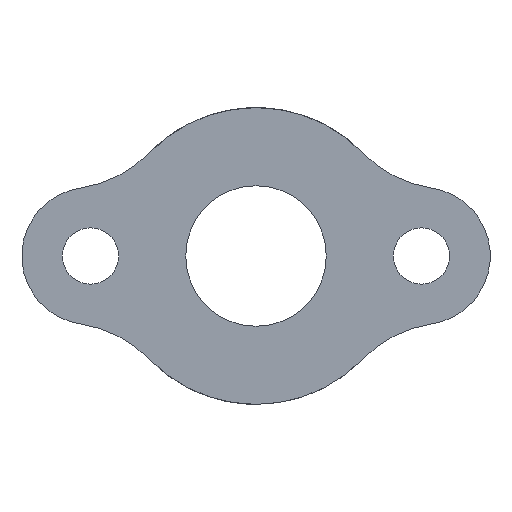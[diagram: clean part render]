
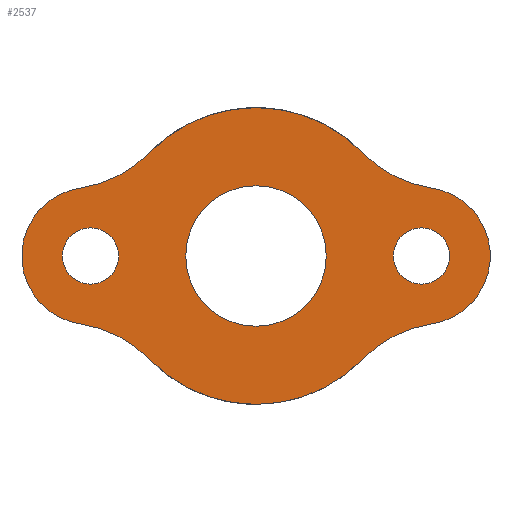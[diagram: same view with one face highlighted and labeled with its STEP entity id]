
A CAD part, front view. The second image highlights one B-rep face of the part: STEP entity #2537.
In plain terms, the highlighted planar face has unit normal (0, -1, 0).
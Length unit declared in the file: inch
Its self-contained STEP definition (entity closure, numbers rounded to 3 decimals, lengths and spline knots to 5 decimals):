
#109 = DIRECTION ( 'NONE',  ( 0., 0., 1. ) ) ;
#231 = EDGE_CURVE ( 'NONE', #1466, #1193, #720, .T. ) ;
#250 = DIRECTION ( 'NONE',  ( 0., 1., 0. ) ) ;
#267 = DIRECTION ( 'NONE',  ( 0., 0., -1. ) ) ;
#296 = CIRCLE ( 'NONE', #3860, 0.11 ) ;
#380 = ORIENTED_EDGE ( 'NONE', *, *, #580, .T. ) ;
#439 = CARTESIAN_POINT ( 'NONE',  ( 0., -0.02734, 0. ) ) ;
#440 = CIRCLE ( 'NONE', #891, 0.23753 ) ;
#457 = CARTESIAN_POINT ( 'NONE',  ( 0.265, -0.02734, 0. ) ) ;
#475 = CIRCLE ( 'NONE', #1160, 0.11244 ) ;
#497 = CARTESIAN_POINT ( 'NONE',  ( 0.1703, -0.02734, 0.16559 ) ) ;
#527 = VERTEX_POINT ( 'NONE', #497 ) ;
#538 = DIRECTION ( 'NONE',  ( 0., 0., 1. ) ) ;
#566 = AXIS2_PLACEMENT_3D ( 'NONE', #1465, #859, #2676 ) ;
#580 = EDGE_CURVE ( 'NONE', #3437, #1131, #3542, .T. ) ;
#597 = CARTESIAN_POINT ( 'NONE',  ( 0.265, -0.02734, 0. ) ) ;
#609 = VERTEX_POINT ( 'NONE', #3928 ) ;
#651 = CARTESIAN_POINT ( 'NONE',  ( 0.1703, -0.02734, -0.16559 ) ) ;
#664 = CIRCLE ( 'NONE', #2756, 0.045 ) ;
#680 = CIRCLE ( 'NONE', #3786, 0.19443 ) ;
#714 = CARTESIAN_POINT ( 'NONE',  ( -0.3097, -0.02734, -0.30113 ) ) ;
#715 = VERTEX_POINT ( 'NONE', #2945 ) ;
#720 = CIRCLE ( 'NONE', #2704, 0.11 ) ;
#743 = DIRECTION ( 'NONE',  ( 0., 0., 1. ) ) ;
#759 = AXIS2_PLACEMENT_3D ( 'NONE', #1458, #2983, #864 ) ;
#772 = VERTEX_POINT ( 'NONE', #3487 ) ;
#819 = CARTESIAN_POINT ( 'NONE',  ( -0.265, -0.02734, 0. ) ) ;
#846 = EDGE_CURVE ( 'NONE', #609, #1320, #664, .T. ) ;
#847 = DIRECTION ( 'NONE',  ( 0., 1., 0. ) ) ;
#859 = DIRECTION ( 'NONE',  ( 0., -1., 0. ) ) ;
#864 = DIRECTION ( 'NONE',  ( 0., 0., 1. ) ) ;
#869 = CARTESIAN_POINT ( 'NONE',  ( 0., -0.02734, 0. ) ) ;
#884 = EDGE_CURVE ( 'NONE', #527, #772, #3836, .T. ) ;
#891 = AXIS2_PLACEMENT_3D ( 'NONE', #2932, #250, #2436 ) ;
#921 = EDGE_LOOP ( 'NONE', ( #3020, #3529, #3640, #2314, #2300, #2250, #2767, #1331, #2876 ) ) ;
#927 = FACE_BOUND ( 'NONE', #2865, .T. ) ;
#951 = EDGE_CURVE ( 'NONE', #3307, #1411, #475, .T. ) ;
#984 = AXIS2_PLACEMENT_3D ( 'NONE', #439, #2854, #743 ) ;
#993 = EDGE_CURVE ( 'NONE', #3974, #1466, #3216, .T. ) ;
#998 = CARTESIAN_POINT ( 'NONE',  ( 0., -0.02734, 0. ) ) ;
#1024 = DIRECTION ( 'NONE',  ( 0., 0., -1. ) ) ;
#1106 = VERTEX_POINT ( 'NONE', #2226 ) ;
#1109 = PLANE ( 'NONE',  #566 ) ;
#1131 = VERTEX_POINT ( 'NONE', #1590 ) ;
#1160 = AXIS2_PLACEMENT_3D ( 'NONE', #869, #3288, #538 ) ;
#1177 = CARTESIAN_POINT ( 'NONE',  ( -0.265, -0.02734, 0. ) ) ;
#1193 = VERTEX_POINT ( 'NONE', #3755 ) ;
#1206 = DIRECTION ( 'NONE',  ( 0., 1., 0. ) ) ;
#1219 = EDGE_CURVE ( 'NONE', #1193, #1106, #680, .T. ) ;
#1277 = DIRECTION ( 'NONE',  ( 0., 0., 1. ) ) ;
#1320 = VERTEX_POINT ( 'NONE', #1690 ) ;
#1329 = CARTESIAN_POINT ( 'NONE',  ( 0., -0.02734, 0.11244 ) ) ;
#1331 = ORIENTED_EDGE ( 'NONE', *, *, #1219, .F. ) ;
#1374 = DIRECTION ( 'NONE',  ( 0., 0., 1. ) ) ;
#1411 = VERTEX_POINT ( 'NONE', #2336 ) ;
#1453 = EDGE_CURVE ( 'NONE', #1320, #609, #2929, .T. ) ;
#1458 = CARTESIAN_POINT ( 'NONE',  ( 0.265, -0.02734, 0. ) ) ;
#1465 = CARTESIAN_POINT ( 'NONE',  ( -0.28735, -0.02734, -0.15057 ) ) ;
#1466 = VERTEX_POINT ( 'NONE', #2966 ) ;
#1502 = DIRECTION ( 'NONE',  ( 0., 0., 1. ) ) ;
#1510 = EDGE_CURVE ( 'NONE', #715, #3974, #440, .T. ) ;
#1547 = VERTEX_POINT ( 'NONE', #651 ) ;
#1590 = CARTESIAN_POINT ( 'NONE',  ( 0.265, -0.02734, -0.045 ) ) ;
#1643 = CARTESIAN_POINT ( 'NONE',  ( 0.28115, -0.02734, -0.10881 ) ) ;
#1684 = CIRCLE ( 'NONE', #984, 0.23753 ) ;
#1690 = CARTESIAN_POINT ( 'NONE',  ( -0.265, -0.02734, 0.045 ) ) ;
#1693 = CARTESIAN_POINT ( 'NONE',  ( 0., -0.02734, 0. ) ) ;
#1769 = ORIENTED_EDGE ( 'NONE', *, *, #846, .T. ) ;
#1935 = DIRECTION ( 'NONE',  ( 0., 1., 0. ) ) ;
#1965 = VERTEX_POINT ( 'NONE', #1643 ) ;
#1997 = AXIS2_PLACEMENT_3D ( 'NONE', #2208, #3089, #2192 ) ;
#2035 = DIRECTION ( 'NONE',  ( 0., 1., 0. ) ) ;
#2159 = FACE_OUTER_BOUND ( 'NONE', #921, .T. ) ;
#2184 = AXIS2_PLACEMENT_3D ( 'NONE', #819, #2035, #2951 ) ;
#2192 = DIRECTION ( 'NONE',  ( 0., 0., 1. ) ) ;
#2206 = ORIENTED_EDGE ( 'NONE', *, *, #2780, .T. ) ;
#2208 = CARTESIAN_POINT ( 'NONE',  ( 0.3097, -0.02734, -0.30113 ) ) ;
#2226 = CARTESIAN_POINT ( 'NONE',  ( -0.1703, -0.02734, 0.16559 ) ) ;
#2239 = ORIENTED_EDGE ( 'NONE', *, *, #1453, .T. ) ;
#2250 = ORIENTED_EDGE ( 'NONE', *, *, #884, .F. ) ;
#2294 = AXIS2_PLACEMENT_3D ( 'NONE', #597, #1206, #1502 ) ;
#2300 = ORIENTED_EDGE ( 'NONE', *, *, #3526, .F. ) ;
#2314 = ORIENTED_EDGE ( 'NONE', *, *, #3039, .F. ) ;
#2336 = CARTESIAN_POINT ( 'NONE',  ( 0., -0.02734, -0.11244 ) ) ;
#2436 = DIRECTION ( 'NONE',  ( 0., 0., 1. ) ) ;
#2445 = EDGE_LOOP ( 'NONE', ( #3310, #3402 ) ) ;
#2455 = FACE_BOUND ( 'NONE', #3883, .T. ) ;
#2510 = CIRCLE ( 'NONE', #2900, 0.11244 ) ;
#2537 = ADVANCED_FACE ( 'NONE', ( #2455, #2159, #927, #2884 ), #1109, .T. ) ;
#2614 = CIRCLE ( 'NONE', #1997, 0.19443 ) ;
#2676 = DIRECTION ( 'NONE',  ( 0., 0., -1. ) ) ;
#2700 = AXIS2_PLACEMENT_3D ( 'NONE', #998, #3757, #3785 ) ;
#2704 = AXIS2_PLACEMENT_3D ( 'NONE', #3888, #847, #3277 ) ;
#2756 = AXIS2_PLACEMENT_3D ( 'NONE', #1177, #3326, #3015 ) ;
#2767 = ORIENTED_EDGE ( 'NONE', *, *, #3244, .F. ) ;
#2780 = EDGE_CURVE ( 'NONE', #1131, #3437, #3508, .T. ) ;
#2827 = DIRECTION ( 'NONE',  ( 0., -1., 0. ) ) ;
#2854 = DIRECTION ( 'NONE',  ( 0., 1., 0. ) ) ;
#2865 = EDGE_LOOP ( 'NONE', ( #2206, #380 ) ) ;
#2876 = ORIENTED_EDGE ( 'NONE', *, *, #231, .F. ) ;
#2884 = FACE_BOUND ( 'NONE', #2445, .T. ) ;
#2886 = AXIS2_PLACEMENT_3D ( 'NONE', #3921, #3631, #267 ) ;
#2900 = AXIS2_PLACEMENT_3D ( 'NONE', #1693, #1935, #109 ) ;
#2906 = DIRECTION ( 'NONE',  ( 0., 1., 0. ) ) ;
#2929 = CIRCLE ( 'NONE', #2184, 0.045 ) ;
#2932 = CARTESIAN_POINT ( 'NONE',  ( 0., -0.02734, 0. ) ) ;
#2945 = CARTESIAN_POINT ( 'NONE',  ( 0., -0.02734, -0.23753 ) ) ;
#2951 = DIRECTION ( 'NONE',  ( 0., 0., -1. ) ) ;
#2966 = CARTESIAN_POINT ( 'NONE',  ( -0.28115, -0.02734, -0.10881 ) ) ;
#2978 = CARTESIAN_POINT ( 'NONE',  ( -0.1703, -0.02734, -0.16559 ) ) ;
#2983 = DIRECTION ( 'NONE',  ( 0., 1., 0. ) ) ;
#3015 = DIRECTION ( 'NONE',  ( 0., 0., -1. ) ) ;
#3020 = ORIENTED_EDGE ( 'NONE', *, *, #993, .F. ) ;
#3039 = EDGE_CURVE ( 'NONE', #1965, #1547, #2614, .T. ) ;
#3081 = CIRCLE ( 'NONE', #2700, 0.23753 ) ;
#3089 = DIRECTION ( 'NONE',  ( 0., -1., 0. ) ) ;
#3104 = CARTESIAN_POINT ( 'NONE',  ( -0.3097, -0.02734, 0.30113 ) ) ;
#3153 = CARTESIAN_POINT ( 'NONE',  ( 0.265, -0.02734, 0.045 ) ) ;
#3216 = CIRCLE ( 'NONE', #3293, 0.19443 ) ;
#3244 = EDGE_CURVE ( 'NONE', #1106, #527, #1684, .T. ) ;
#3277 = DIRECTION ( 'NONE',  ( 0., 0., 1. ) ) ;
#3288 = DIRECTION ( 'NONE',  ( 0., 1., 0. ) ) ;
#3293 = AXIS2_PLACEMENT_3D ( 'NONE', #714, #3782, #1024 ) ;
#3307 = VERTEX_POINT ( 'NONE', #1329 ) ;
#3310 = ORIENTED_EDGE ( 'NONE', *, *, #3564, .T. ) ;
#3326 = DIRECTION ( 'NONE',  ( 0., 1., 0. ) ) ;
#3337 = EDGE_CURVE ( 'NONE', #1547, #715, #3081, .T. ) ;
#3402 = ORIENTED_EDGE ( 'NONE', *, *, #951, .T. ) ;
#3437 = VERTEX_POINT ( 'NONE', #3153 ) ;
#3487 = CARTESIAN_POINT ( 'NONE',  ( 0.28115, -0.02734, 0.10881 ) ) ;
#3508 = CIRCLE ( 'NONE', #2294, 0.045 ) ;
#3526 = EDGE_CURVE ( 'NONE', #772, #1965, #296, .T. ) ;
#3529 = ORIENTED_EDGE ( 'NONE', *, *, #1510, .F. ) ;
#3542 = CIRCLE ( 'NONE', #759, 0.045 ) ;
#3564 = EDGE_CURVE ( 'NONE', #1411, #3307, #2510, .T. ) ;
#3631 = DIRECTION ( 'NONE',  ( 0., -1., 0. ) ) ;
#3640 = ORIENTED_EDGE ( 'NONE', *, *, #3337, .F. ) ;
#3755 = CARTESIAN_POINT ( 'NONE',  ( -0.28115, -0.02734, 0.10881 ) ) ;
#3757 = DIRECTION ( 'NONE',  ( 0., 1., 0. ) ) ;
#3782 = DIRECTION ( 'NONE',  ( 0., -1., 0. ) ) ;
#3785 = DIRECTION ( 'NONE',  ( 0., 0., 1. ) ) ;
#3786 = AXIS2_PLACEMENT_3D ( 'NONE', #3104, #2827, #1277 ) ;
#3836 = CIRCLE ( 'NONE', #2886, 0.19443 ) ;
#3860 = AXIS2_PLACEMENT_3D ( 'NONE', #457, #2906, #1374 ) ;
#3883 = EDGE_LOOP ( 'NONE', ( #1769, #2239 ) ) ;
#3888 = CARTESIAN_POINT ( 'NONE',  ( -0.265, -0.02734, 0. ) ) ;
#3921 = CARTESIAN_POINT ( 'NONE',  ( 0.3097, -0.02734, 0.30113 ) ) ;
#3928 = CARTESIAN_POINT ( 'NONE',  ( -0.265, -0.02734, -0.045 ) ) ;
#3974 = VERTEX_POINT ( 'NONE', #2978 ) ;
